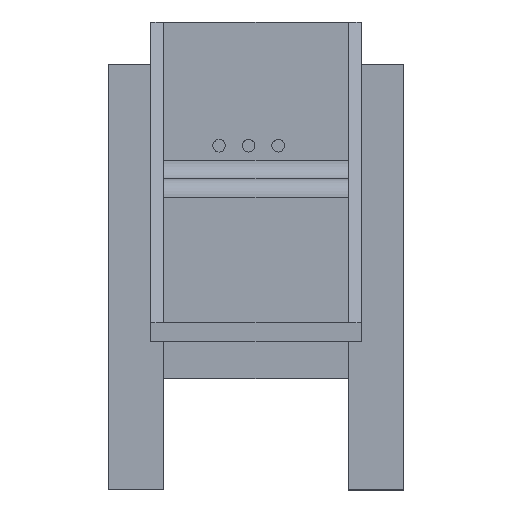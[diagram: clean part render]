
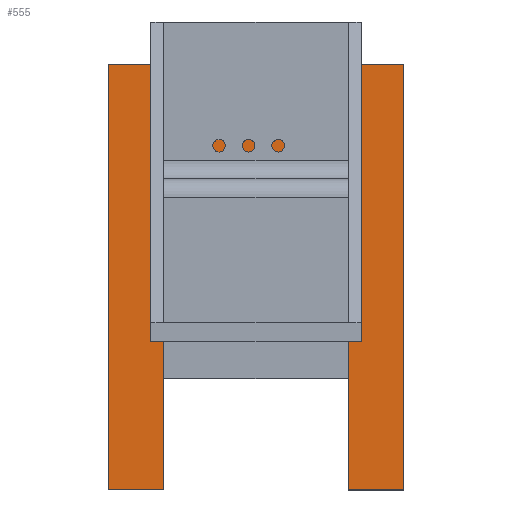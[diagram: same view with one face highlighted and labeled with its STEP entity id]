
A CAD part, top view. The second image highlights one B-rep face of the part: STEP entity #555.
In plain terms, the highlighted face is planar.
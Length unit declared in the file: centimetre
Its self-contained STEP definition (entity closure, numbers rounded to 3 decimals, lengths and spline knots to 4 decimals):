
#2 = FACE_OUTER_BOUND ( 'NONE', #1807, .T. ) ;
#7 = EDGE_CURVE ( 'NONE', #1785, #1246, #2993, .T. ) ;
#83 = ORIENTED_EDGE ( 'NONE', *, *, #2775, .T. ) ;
#112 = EDGE_CURVE ( 'NONE', #2734, #3371, #3518, .T. ) ;
#192 = LINE ( 'NONE', #3257, #1007 ) ;
#246 = ORIENTED_EDGE ( 'NONE', *, *, #1889, .T. ) ;
#325 = CARTESIAN_POINT ( 'NONE',  ( -3.7, -8.8, 0.4 ) ) ;
#462 = CARTESIAN_POINT ( 'NONE',  ( -3.7, -8.8, 0.4 ) ) ;
#512 = DIRECTION ( 'NONE',  ( 0., 0., -1. ) ) ;
#555 = ADVANCED_FACE ( 'NONE', ( #2 ), #1686, .F. ) ;
#584 = CARTESIAN_POINT ( 'NONE',  ( -3.7, 2.7, 1.9 ) ) ;
#713 = CARTESIAN_POINT ( 'NONE',  ( -3.7, -8.8, -4.6 ) ) ;
#739 = DIRECTION ( 'NONE',  ( 0., 0., 1. ) ) ;
#963 = CARTESIAN_POINT ( 'NONE',  ( -3.7, -8.8, 1.9 ) ) ;
#1007 = VECTOR ( 'NONE', #2153, 100. ) ;
#1042 = CARTESIAN_POINT ( 'NONE',  ( -3.7, 0., 0.4 ) ) ;
#1071 = CARTESIAN_POINT ( 'NONE',  ( -3.7, -8.8, 1.9 ) ) ;
#1111 = EDGE_CURVE ( 'NONE', #1173, #2734, #3242, .T. ) ;
#1152 = AXIS2_PLACEMENT_3D ( 'NONE', #2259, #3390, #1973 ) ;
#1173 = VERTEX_POINT ( 'NONE', #2977 ) ;
#1240 = CARTESIAN_POINT ( 'NONE',  ( -3.7, 0., -4.6 ) ) ;
#1246 = VERTEX_POINT ( 'NONE', #1042 ) ;
#1254 = CARTESIAN_POINT ( 'NONE',  ( -3.7, -8.8, -6.1 ) ) ;
#1306 = VECTOR ( 'NONE', #2971, 100. ) ;
#1348 = ORIENTED_EDGE ( 'NONE', *, *, #1704, .T. ) ;
#1356 = VECTOR ( 'NONE', #512, 100. ) ;
#1510 = CARTESIAN_POINT ( 'NONE',  ( -3.7, 2.7, -6.1 ) ) ;
#1569 = ORIENTED_EDGE ( 'NONE', *, *, #1917, .T. ) ;
#1614 = ORIENTED_EDGE ( 'NONE', *, *, #7, .T. ) ;
#1666 = ORIENTED_EDGE ( 'NONE', *, *, #1111, .T. ) ;
#1686 = PLANE ( 'NONE',  #1152 ) ;
#1703 = LINE ( 'NONE', #1742, #2507 ) ;
#1704 = EDGE_CURVE ( 'NONE', #2829, #3146, #3030, .T. ) ;
#1742 = CARTESIAN_POINT ( 'NONE',  ( -3.7, 0., 0. ) ) ;
#1785 = VERTEX_POINT ( 'NONE', #462 ) ;
#1807 = EDGE_LOOP ( 'NONE', ( #1666, #2647, #1569, #1614, #2574, #246, #1348, #83 ) ) ;
#1889 = EDGE_CURVE ( 'NONE', #2806, #2829, #2875, .T. ) ;
#1917 = EDGE_CURVE ( 'NONE', #3371, #1785, #2853, .T. ) ;
#1973 = DIRECTION ( 'NONE',  ( 0., 0., 1. ) ) ;
#2153 = DIRECTION ( 'NONE',  ( 0., 1., 0. ) ) ;
#2259 = CARTESIAN_POINT ( 'NONE',  ( -3.7, 0., 0. ) ) ;
#2260 = DIRECTION ( 'NONE',  ( 0., 0., -1. ) ) ;
#2314 = CARTESIAN_POINT ( 'NONE',  ( -3.7, 0., -4.6 ) ) ;
#2507 = VECTOR ( 'NONE', #2893, 100. ) ;
#2574 = ORIENTED_EDGE ( 'NONE', *, *, #3054, .T. ) ;
#2647 = ORIENTED_EDGE ( 'NONE', *, *, #112, .T. ) ;
#2671 = DIRECTION ( 'NONE',  ( 0., 1., 0. ) ) ;
#2734 = VERTEX_POINT ( 'NONE', #584 ) ;
#2775 = EDGE_CURVE ( 'NONE', #3146, #1173, #192, .T. ) ;
#2806 = VERTEX_POINT ( 'NONE', #1240 ) ;
#2829 = VERTEX_POINT ( 'NONE', #713 ) ;
#2853 = LINE ( 'NONE', #325, #3334 ) ;
#2875 = LINE ( 'NONE', #2314, #3279 ) ;
#2893 = DIRECTION ( 'NONE',  ( 0., 0., -1. ) ) ;
#2949 = CARTESIAN_POINT ( 'NONE',  ( -3.7, 0., 0.4 ) ) ;
#2971 = DIRECTION ( 'NONE',  ( 0., -1., 0. ) ) ;
#2977 = CARTESIAN_POINT ( 'NONE',  ( -3.7, 2.7, -6.1 ) ) ;
#2993 = LINE ( 'NONE', #2949, #3569 ) ;
#3030 = LINE ( 'NONE', #3086, #1356 ) ;
#3054 = EDGE_CURVE ( 'NONE', #1246, #2806, #1703, .T. ) ;
#3086 = CARTESIAN_POINT ( 'NONE',  ( -3.7, -8.8, -4.6 ) ) ;
#3146 = VERTEX_POINT ( 'NONE', #1254 ) ;
#3242 = LINE ( 'NONE', #1510, #3614 ) ;
#3257 = CARTESIAN_POINT ( 'NONE',  ( -3.7, -8.8, -6.1 ) ) ;
#3279 = VECTOR ( 'NONE', #3411, 100. ) ;
#3334 = VECTOR ( 'NONE', #2260, 100. ) ;
#3371 = VERTEX_POINT ( 'NONE', #1071 ) ;
#3390 = DIRECTION ( 'NONE',  ( -1., 0., 0. ) ) ;
#3411 = DIRECTION ( 'NONE',  ( 0., -1., 0. ) ) ;
#3518 = LINE ( 'NONE', #963, #1306 ) ;
#3569 = VECTOR ( 'NONE', #2671, 100. ) ;
#3614 = VECTOR ( 'NONE', #739, 100. ) ;
